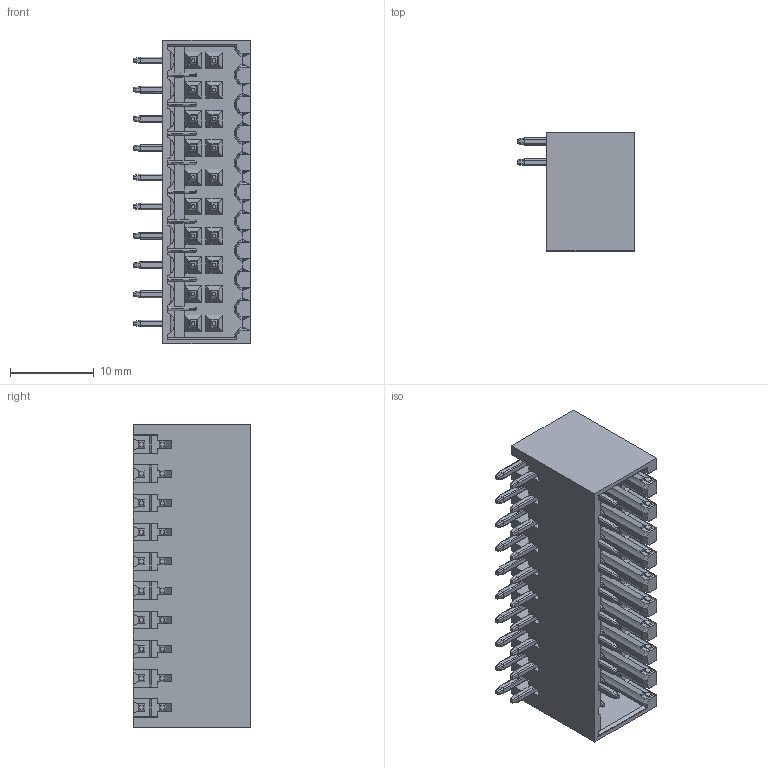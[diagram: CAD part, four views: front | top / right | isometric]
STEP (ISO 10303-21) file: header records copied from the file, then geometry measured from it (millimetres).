
FILE_DESCRIPTION( ('This file contains a STEP AP42 implementation' ,'as created by ZW3D STEP Interface translator.') ,'2;1' );
FILE_NAME( 'WJ15EDGRHSC-3.5-2x10P-13-00A.stp' ,'231027.111243', (''), ('ZWCAD Software Co.'), 'Version 1.0', 'ZW3D to STEP translator', '' );
FILE_SCHEMA(('AUTOMOTIVE_DESIGN { 1 0 10303 214 1 1 1 1 }'));
Length unit declared in the file: millimetre
Products named in the file (2): 0; WJ15EDGRHSC-3.5-2x10P-13-00A
Bounding box: 14 x 14.1 x 36.4 mm (x, y, z)
Volume: 2375.1 mm3; surface area: 5266.7 mm2
Topology: 1 solids, 1 shells, 2031 faces, 5815 edges, 3655 vertices
Faces by surface type: plane 1483, bspline 358, cylinder 140, cone 50
Entity records: 73123 total; most frequent: CARTESIAN_POINT 21473, ORIENTED_EDGE 11630, DIRECTION 8563, EDGE_CURVE 5815, VECTOR 4343, LINE 4343, VERTEX_POINT 3655, AXIS2_PLACEMENT_3D 2110
